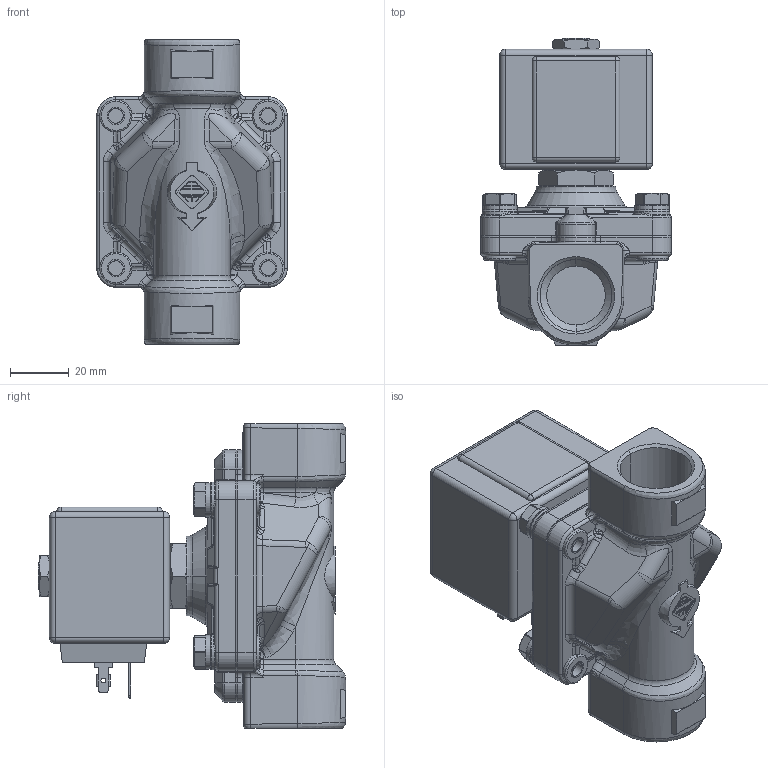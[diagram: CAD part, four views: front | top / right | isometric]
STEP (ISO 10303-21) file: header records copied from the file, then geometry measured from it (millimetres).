
FILE_DESCRIPTION((''),'2;1');
FILE_NAME('21H13K0V190_S_INGOMBRO_ASM','2009-07-06T',('romeri'),('O.D.E.'),'PRO/ENGINEER BY PARAMETRIC TECHNOLOGY CORPORATION, 2005450','PRO/ENGINEER BY PARAMETRIC TECHNOLOGY CORPORATION, 2005450','');
FILE_SCHEMA(('CONFIG_CONTROL_DESIGN'));
Length unit declared in the file: millimetre
Products named in the file (9): 450H13_INGOMBRO; 452326_INGOMBRO; 450603_INGOMBRO; BOBINA_14_W_INGOMBRO; 990336; 450145; 450146; VITE_T_ESAGONALE_ISO_4_M6X16; 21H13K0V190_S_INGOMBRO_ASM
Assembly tree (14 placements, depth 2):
  21H13K0V190_S_INGOMBRO_ASM
    450H13_INGOMBRO
    452326_INGOMBRO
    450603_INGOMBRO
    BOBINA_14_W_INGOMBRO
    990336  x4
    450145
    450146
    VITE_T_ESAGONALE_ISO_4_M6X16  x4
Bounding box: 65 x 104.8 x 104 mm (x, y, z)
Volume: 122434.6 mm3; surface area: 82088.4 mm2
Topology: 13 solids, 25 shells, 1599 faces, 3751 edges, 2227 vertices
Faces by surface type: cylinder 541, plane 437, bspline 314, torus 142, cone 107, sphere 58
Entity records: 68531 total; most frequent: CARTESIAN_POINT 21425, ORIENTED_EDGE 6438, DIRECTION 5939, PRESENTATION_STYLE_ASSIGNMENT 4266, STYLED_ITEM 3248, CURVE_STYLE 3229, EDGE_CURVE 3229, AXIS2_PLACEMENT_3D 2287
